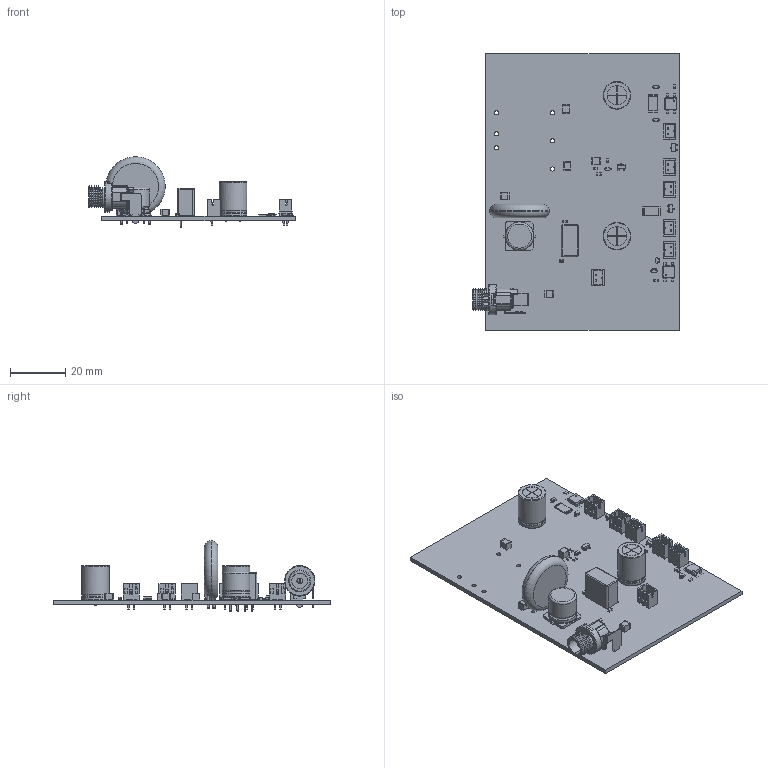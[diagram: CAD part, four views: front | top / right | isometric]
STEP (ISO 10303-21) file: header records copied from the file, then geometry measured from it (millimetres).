
FILE_DESCRIPTION(('KiCad electronic assembly'),'2;1');
FILE_NAME('power_cui.step','2021-01-16T17:30:25',('An Author'),( 'A Company'),'Open CASCADE STEP processor 6.9', 'KiCad to STEP converter','Unknown');
FILE_SCHEMA(('AUTOMOTIVE_DESIGN { 1 0 10303 214 1 1 1 1 }'));
Length unit declared in the file: millimetre
Products named in the file (28): Open CASCADE STEP translator 6.9 1; Converter_DCDC_muRata_CRE1xxxxxxSC_THT; SOLID; JST_PH_B2B-PH-K_1x02_P2.00mm_Vertical; C_0603_1608Metric; C_1210_3225Metric; R_0603_1608Metric; SOT-23; D_SOD-323; C_Radial_D10.0mm_H12.5mm_P5.00mm; SO-4_4.4x4.3mm_P2.54mm; CUI_DEVICES_PJ-066A; COMPOUND; R_2512_6332Metric; RV_Disc_D21.5mm_W4.9mm_P10mm; C_Elec_10x10.2
Assembly tree (50 placements, depth 3):
  Open CASCADE STEP translator 6.9 1
    Converter_DCDC_muRata_CRE1xxxxxxSC_THT
      SOLID
    JST_PH_B2B-PH-K_1x02_P2.00mm_Vertical  x6
      SOLID
    C_0603_1608Metric  x2
      SOLID
    C_1210_3225Metric  x5
      SOLID
    R_0603_1608Metric  x5
      SOLID
    SOT-23  x3
      SOLID
    D_SOD-323  x5
      SOLID
    C_Radial_D10.0mm_H12.5mm_P5.00mm  x2
      SOLID
    SO-4_4.4x4.3mm_P2.54mm  x2
      SOLID
    CUI_DEVICES_PJ-066A
      COMPOUND
    R_2512_6332Metric  x2
      SOLID
    RV_Disc_D21.5mm_W4.9mm_P10mm
      SOLID
    C_Elec_10x10.2
      COMPOUND
    COMPOUND
Bounding box: 74.7 x 100 x 25.53 mm (x, y, z)
Volume: 17549.5 mm3; surface area: 21619.5 mm2
Topology: 42 solids, 44 shells, 2044 faces, 5176 edges, 3276 vertices
Faces by surface type: plane 1339, cylinder 378, bspline 273, cone 25, torus 22, revolution 5, sphere 2
Full cylindrical faces by diameter (mm): 0.02 x1, 0.4 x2, 0.5 x4, 0.6 x4, 0.7 x4, 0.75 x12, 0.8 x4, 0.9 x2, 1 x2, 1.5 x6, 7 x6, 10 x6, 21.5 x1
Entity records: 54427 total; most frequent: CARTESIAN_POINT 10540, DIRECTION 7205, LINE 4521, VECTOR 4521, ORIENTED_EDGE 3810, PCURVE 3810, DEFINITIONAL_REPRESENTATION 3810, EDGE_CURVE 1905
